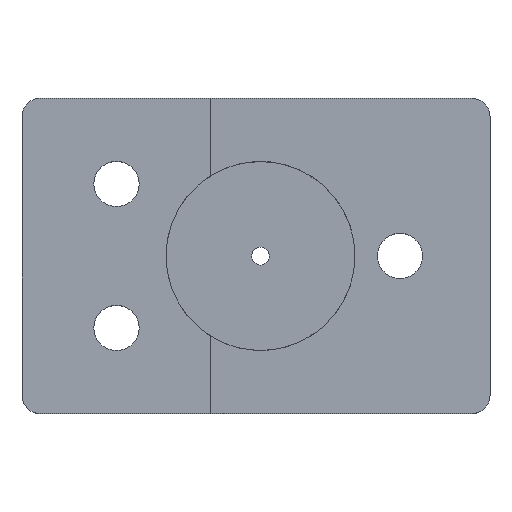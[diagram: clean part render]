
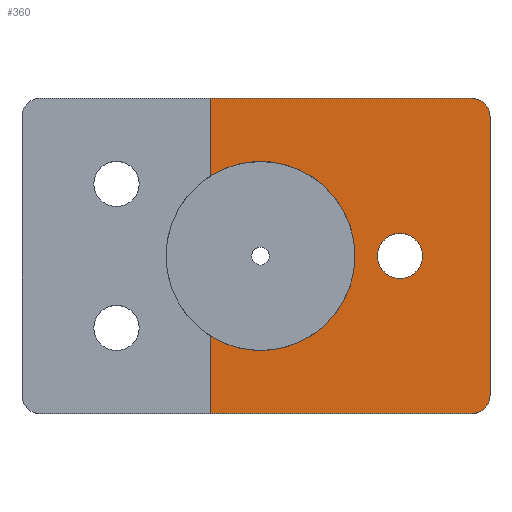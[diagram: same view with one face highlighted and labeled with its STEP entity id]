
A CAD part, top view. The second image highlights one B-rep face of the part: STEP entity #360.
In plain terms, the highlighted planar face has unit normal (0, 0, 1).
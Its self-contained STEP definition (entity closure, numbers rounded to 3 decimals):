
#16=FACE_BOUND('',#57,.T.);
#24=PLANE('',#399);
#36=FACE_OUTER_BOUND('',#56,.T.);
#56=EDGE_LOOP('',(#260,#261,#262,#263,#264,#265,#266,#267,#268));
#57=EDGE_LOOP('',(#269));
#83=LINE('',#564,#114);
#84=LINE('',#566,#115);
#85=LINE('',#570,#116);
#86=LINE('',#574,#117);
#87=LINE('',#575,#118);
#114=VECTOR('',#455,10.);
#115=VECTOR('',#456,10.);
#116=VECTOR('',#459,10.);
#117=VECTOR('',#462,10.);
#118=VECTOR('',#463,10.);
#144=CIRCLE('',#395,10.5);
#146=CIRCLE('',#397,10.5);
#147=CIRCLE('',#400,2.);
#148=CIRCLE('',#401,2.);
#149=CIRCLE('',#402,2.518);
#164=VERTEX_POINT('',#549);
#166=VERTEX_POINT('',#553);
#167=VERTEX_POINT('',#555);
#169=VERTEX_POINT('',#563);
#170=VERTEX_POINT('',#565);
#171=VERTEX_POINT('',#567);
#172=VERTEX_POINT('',#569);
#173=VERTEX_POINT('',#571);
#174=VERTEX_POINT('',#573);
#175=VERTEX_POINT('',#576);
#201=EDGE_CURVE('',#167,#166,#144,.T.);
#204=EDGE_CURVE('',#164,#167,#146,.T.);
#205=EDGE_CURVE('',#169,#166,#83,.T.);
#206=EDGE_CURVE('',#169,#170,#84,.T.);
#207=EDGE_CURVE('',#171,#170,#147,.T.);
#208=EDGE_CURVE('',#172,#171,#85,.T.);
#209=EDGE_CURVE('',#173,#172,#148,.T.);
#210=EDGE_CURVE('',#173,#174,#86,.T.);
#211=EDGE_CURVE('',#164,#174,#87,.T.);
#212=EDGE_CURVE('',#175,#175,#149,.F.);
#260=ORIENTED_EDGE('',*,*,#204,.T.);
#261=ORIENTED_EDGE('',*,*,#201,.T.);
#262=ORIENTED_EDGE('',*,*,#205,.F.);
#263=ORIENTED_EDGE('',*,*,#206,.T.);
#264=ORIENTED_EDGE('',*,*,#207,.F.);
#265=ORIENTED_EDGE('',*,*,#208,.F.);
#266=ORIENTED_EDGE('',*,*,#209,.F.);
#267=ORIENTED_EDGE('',*,*,#210,.T.);
#268=ORIENTED_EDGE('',*,*,#211,.F.);
#269=ORIENTED_EDGE('',*,*,#212,.T.);
#360=ADVANCED_FACE('',(#36,#16),#24,.F.);
#395=AXIS2_PLACEMENT_3D('',#556,#444,#445);
#397=AXIS2_PLACEMENT_3D('',#560,#449,#450);
#399=AXIS2_PLACEMENT_3D('',#562,#453,#454);
#400=AXIS2_PLACEMENT_3D('',#568,#457,#458);
#401=AXIS2_PLACEMENT_3D('',#572,#460,#461);
#402=AXIS2_PLACEMENT_3D('',#577,#464,#465);
#444=DIRECTION('center_axis',(0.,0.,-1.));
#445=DIRECTION('ref_axis',(-1.,0.,0.));
#449=DIRECTION('center_axis',(0.,0.,-1.));
#450=DIRECTION('ref_axis',(-1.,0.,0.));
#453=DIRECTION('center_axis',(0.,0.,-1.));
#454=DIRECTION('ref_axis',(-1.,0.,0.));
#455=DIRECTION('',(0.,1.,0.));
#456=DIRECTION('',(1.,0.,0.));
#457=DIRECTION('center_axis',(0.,0.,-1.));
#458=DIRECTION('ref_axis',(0.707,-0.707,0.));
#459=DIRECTION('',(0.,-1.,0.));
#460=DIRECTION('center_axis',(0.,0.,-1.));
#461=DIRECTION('ref_axis',(0.707,0.707,0.));
#462=DIRECTION('',(-1.,0.,0.));
#463=DIRECTION('',(0.,1.,0.));
#464=DIRECTION('center_axis',(0.,0.,1.));
#465=DIRECTION('ref_axis',(1.,0.,0.));
#549=CARTESIAN_POINT('',(-5.5,8.944,7.4));
#553=CARTESIAN_POINT('',(-5.5,-8.944,7.4));
#555=CARTESIAN_POINT('',(10.5,0.,7.4));
#556=CARTESIAN_POINT('Origin',(0.,0.,7.4));
#560=CARTESIAN_POINT('Origin',(0.,0.,7.4));
#562=CARTESIAN_POINT('Origin',(0.,0.,7.4));
#563=CARTESIAN_POINT('',(-5.5,-17.5,7.4));
#564=CARTESIAN_POINT('',(-5.5,-15.,7.4));
#565=CARTESIAN_POINT('',(23.5,-17.5,7.4));
#566=CARTESIAN_POINT('',(5.5,-17.5,7.4));
#567=CARTESIAN_POINT('',(25.5,-15.5,7.4));
#568=CARTESIAN_POINT('Origin',(23.5,-15.5,7.4));
#569=CARTESIAN_POINT('',(25.5,15.5,7.4));
#570=CARTESIAN_POINT('',(25.5,-6.25,7.4));
#571=CARTESIAN_POINT('',(23.5,17.5,7.4));
#572=CARTESIAN_POINT('Origin',(23.5,15.5,7.4));
#573=CARTESIAN_POINT('',(-5.5,17.5,7.4));
#574=CARTESIAN_POINT('',(5.5,17.5,7.4));
#575=CARTESIAN_POINT('',(-5.5,-15.,7.4));
#576=CARTESIAN_POINT('',(12.983,0.,7.4));
#577=CARTESIAN_POINT('Origin',(15.5,0.,7.4));
